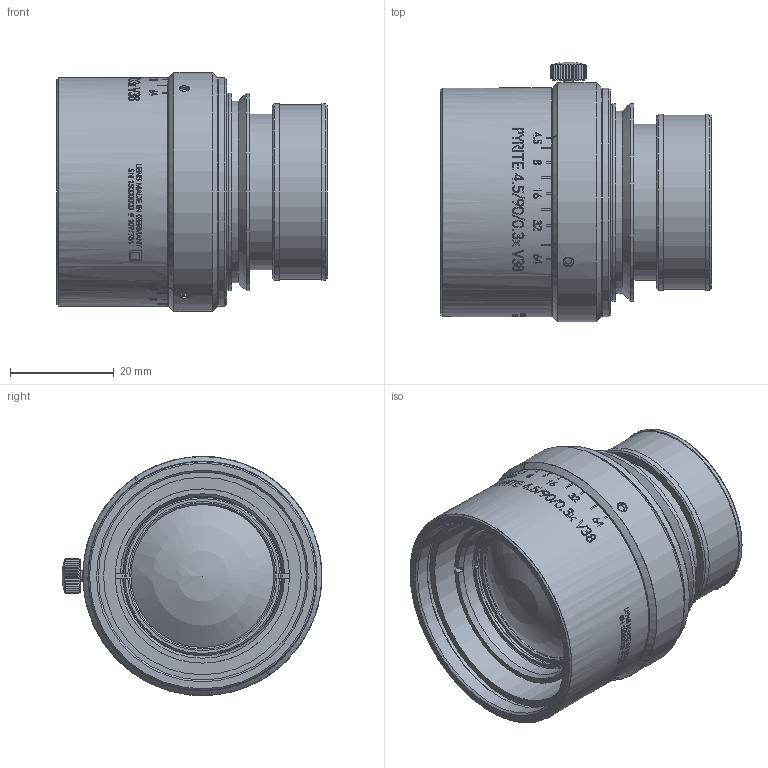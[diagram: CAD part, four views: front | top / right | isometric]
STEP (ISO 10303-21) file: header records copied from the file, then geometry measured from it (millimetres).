
FILE_DESCRIPTION(/* description */ (''),/* implementation_level */ '2;1');
FILE_NAME(/* name */ '1097784_00155150_002.stp',/* time_stamp */ '2021-11-09T12:06:56+01:00',/* author */ (''),/* organization */ (''),/* preprocessor_version */ 'ST-DEVELOPER v16',/* originating_system */ 'SIEMENS PLM Software NX 10.0',/* authorisation */ '');
FILE_SCHEMA (('AP203_CONFIGURATION_CONTROLLED_3D_DESIGN_OF_MECHANICAL_PARTS_AND_ASSEMBLIES_MIM_LF { 1 0 10303 403 2 1 2}'));
Length unit declared in the file: millimetre
Products named in the file (1): Froe55243C83aln4
Bounding box: 51.95 x 50 x 46 mm (x, y, z)
Volume: 50435.4 mm3; surface area: 20149.6 mm2
Topology: 1 solids, 4 shells, 421 faces, 1482 edges, 1234 vertices
Faces by surface type: cylinder 201, plane 177, cone 36, torus 4, sphere 3
Full cylindrical faces by diameter (mm): 2 x1, 2.05 x3, 2.7 x3, 26.886 x1, 27.5 x1, 28 x1, 29.5 x1, 30 x2, 30.7 x1, 31.2 x1, 32.6 x1, 33 x1, 33.5 x2, 33.9 x2, 35 x1, 38 x3, 39.5 x1, 40 x1, 40.7 x1, 42.916 x1, 44 x2, 44.05 x1, 46 x1
Entity records: 18512 total; most frequent: CARTESIAN_POINT 7173, ORIENTED_EDGE 2733, DIRECTION 1516, EDGE_CURVE 1389, VERTEX_POINT 1208, B_SPLINE_CURVE_WITH_KNOTS 891, EDGE_LOOP 656, AXIS2_PLACEMENT_3D 634
